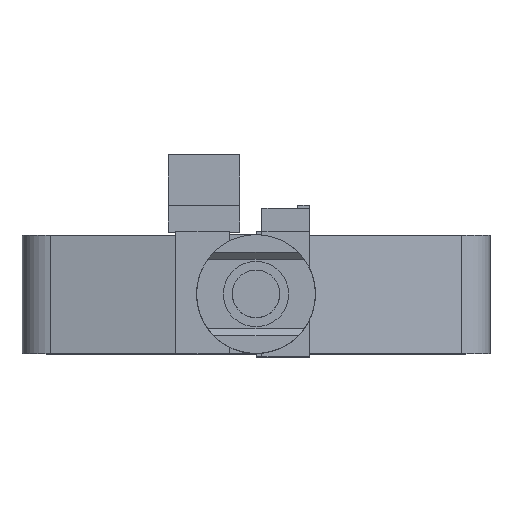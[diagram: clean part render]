
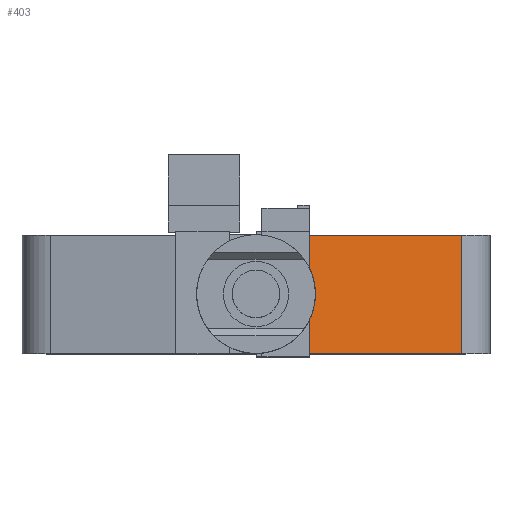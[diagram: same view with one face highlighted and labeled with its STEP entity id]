
A CAD part, top view. The second image highlights one B-rep face of the part: STEP entity #403.
In plain terms, the highlighted face is planar.
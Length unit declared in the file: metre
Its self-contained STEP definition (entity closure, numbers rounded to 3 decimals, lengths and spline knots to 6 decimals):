
#403=ADVANCED_FACE('4:8967',(#821),#822,.F.);
#821=FACE_OUTER_BOUND('',#1378,.T.);
#822=PLANE('',#1379);
#1378=EDGE_LOOP('',(#2870,#2871,#2872,#2873));
#1379=AXIS2_PLACEMENT_3D('',#2874,#2875,#2876);
#2870=ORIENTED_EDGE('',*,*,#4327,.F.);
#2871=ORIENTED_EDGE('',*,*,#4304,.F.);
#2872=ORIENTED_EDGE('',*,*,#4329,.F.);
#2873=ORIENTED_EDGE('',*,*,#4264,.T.);
#2874=CARTESIAN_POINT('',(-0.034555,-0.007768,0.01));
#2875=DIRECTION('',(0.173,0.985,0.0));
#2876=DIRECTION('',(-0.0,0.0,-1.0));
#4264=EDGE_CURVE('4:9215',#5245,#5243,#5246,.T.);
#4304=EDGE_CURVE('4:9338',#5316,#5318,#5319,.T.);
#4327=EDGE_CURVE('4:9458',#5318,#5243,#5355,.T.);
#4329=EDGE_CURVE('4:9464',#5245,#5316,#5357,.T.);
#5243=VERTEX_POINT('NONE',#7817);
#5245=VERTEX_POINT('NONE',#7819);
#5246=LINE('',#7820,#7821);
#5316=VERTEX_POINT('NONE',#7914);
#5318=VERTEX_POINT('NONE',#7916);
#5319=LINE('',#7917,#7918);
#5355=LINE('',#7968,#7969);
#5357=LINE('',#7972,#7973);
#7817=CARTESIAN_POINT('',(-0.007106,-0.012596,-0.01));
#7819=CARTESIAN_POINT('',(-0.034555,-0.007768,-0.01));
#7820=CARTESIAN_POINT('',(-0.034555,-0.007768,-0.01));
#7821=VECTOR('',#9231,1.0);
#7914=CARTESIAN_POINT('',(-0.034555,-0.007768,0.01));
#7916=CARTESIAN_POINT('',(-0.007106,-0.012596,0.01));
#7917=CARTESIAN_POINT('',(-0.034555,-0.007768,0.01));
#7918=VECTOR('',#9303,1.0);
#7968=CARTESIAN_POINT('',(-0.007106,-0.012596,0.01));
#7969=VECTOR('',#9342,1.0);
#7972=CARTESIAN_POINT('',(-0.034555,-0.007768,0.01));
#7973=VECTOR('',#9344,1.0);
#9231=DIRECTION('',(0.985,-0.173,0.0));
#9303=DIRECTION('',(0.985,-0.173,0.0));
#9342=DIRECTION('',(0.0,0.0,-1.0));
#9344=DIRECTION('',(0.0,0.0,1.0));
